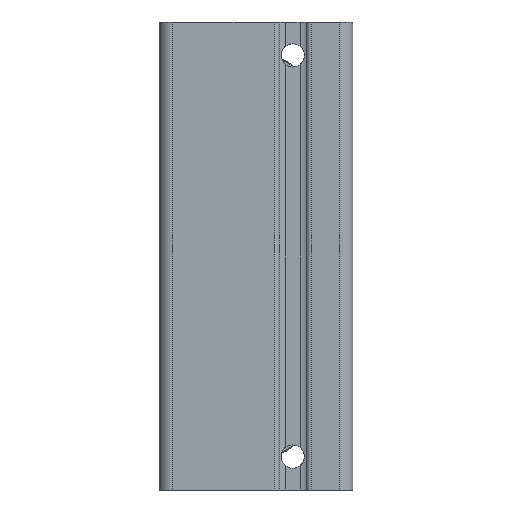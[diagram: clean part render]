
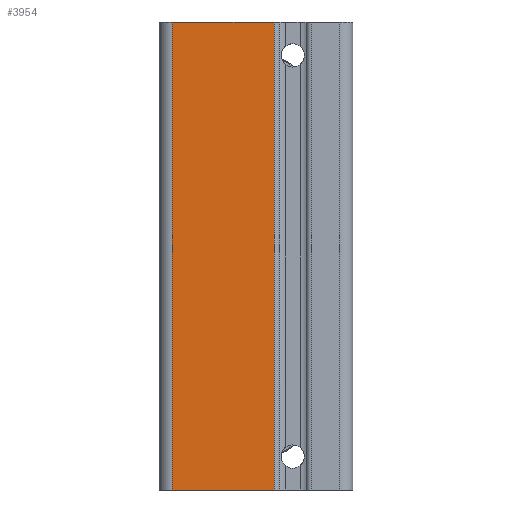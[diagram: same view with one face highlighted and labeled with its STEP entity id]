
A CAD part, left-side view. The second image highlights one B-rep face of the part: STEP entity #3954.
In plain terms, the highlighted planar face has unit normal (-1, 0, 0).
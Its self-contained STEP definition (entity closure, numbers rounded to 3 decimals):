
#323=PLANE('',#4402);
#455=FACE_OUTER_BOUND('',#690,.T.);
#690=EDGE_LOOP('',(#3233,#3234,#3235,#3236));
#1138=LINE('',#6059,#1432);
#1219=LINE('',#6981,#1513);
#1257=LINE('',#7116,#1551);
#1259=LINE('',#7119,#1553);
#1432=VECTOR('',#4805,30.5);
#1513=VECTOR('',#5160,30.5);
#1551=VECTOR('',#5284,10.);
#1553=VECTOR('',#5288,10.);
#1755=VERTEX_POINT('',#6056);
#1756=VERTEX_POINT('',#6058);
#1911=VERTEX_POINT('',#6978);
#1912=VERTEX_POINT('',#6980);
#2162=EDGE_CURVE('',#1756,#1755,#1138,.T.);
#2371=EDGE_CURVE('',#1912,#1911,#1219,.T.);
#2441=EDGE_CURVE('',#1756,#1911,#1257,.T.);
#2443=EDGE_CURVE('',#1912,#1755,#1259,.T.);
#3233=ORIENTED_EDGE('',*,*,#2441,.F.);
#3234=ORIENTED_EDGE('',*,*,#2162,.T.);
#3235=ORIENTED_EDGE('',*,*,#2443,.F.);
#3236=ORIENTED_EDGE('',*,*,#2371,.T.);
#3954=ADVANCED_FACE('',(#455),#323,.T.);
#4402=AXIS2_PLACEMENT_3D('',#7118,#5286,#5287);
#4805=DIRECTION('',(0.,1.,0.));
#5160=DIRECTION('',(0.,-1.,0.));
#5284=DIRECTION('',(0.,0.,-1.));
#5286=DIRECTION('center_axis',(-1.,0.,0.));
#5287=DIRECTION('ref_axis',(0.,0.,1.));
#5288=DIRECTION('',(0.,0.,1.));
#6056=CARTESIAN_POINT('',(0.2,54.,140.));
#6058=CARTESIAN_POINT('',(0.2,23.5,140.));
#6059=CARTESIAN_POINT('',(0.2,23.5,140.));
#6978=CARTESIAN_POINT('',(0.2,23.5,0.));
#6980=CARTESIAN_POINT('',(0.2,54.,0.));
#6981=CARTESIAN_POINT('',(0.2,54.,0.));
#7116=CARTESIAN_POINT('',(0.2,23.5,0.));
#7118=CARTESIAN_POINT('Origin',(0.2,4.,0.));
#7119=CARTESIAN_POINT('',(0.2,54.,0.));
